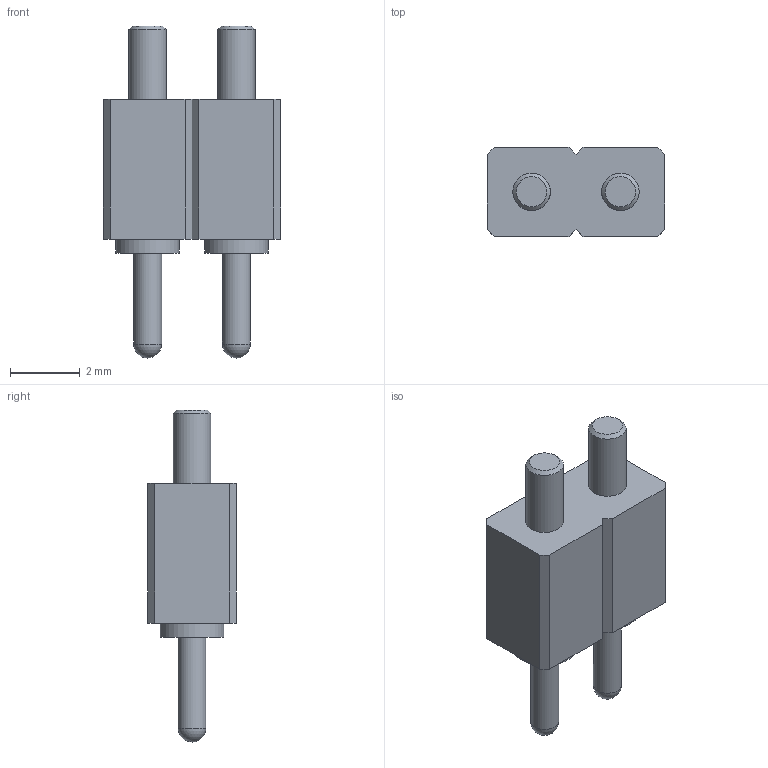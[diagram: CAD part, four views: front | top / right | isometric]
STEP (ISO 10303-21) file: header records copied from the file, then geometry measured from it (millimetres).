
FILE_DESCRIPTION(('STEP AP242'),'1');
FILE_NAME('5078_ACP-D-254-1-02-65.stp','2020-04-06T01:57:57',(' '),(' '),'Spatial InterOp 3D',' ',' ');
FILE_SCHEMA(('AP242_MANAGED_MODEL_BASED_3D_ENGINEERING_MIM_LF {1 0 10303 442 1 1 4}'));
Length unit declared in the file: millimetre
Products named in the file (4): ANTELEC-CAC-SI-PST-M-TR-D; Broche contact à piston; Isolant standard; Assemblage CAD Service ASMB-SLAVE-1 1
Assembly tree (4 placements, depth 3):
  Assemblage CAD Service ASMB-SLAVE-1 1
    ANTELEC-CAC-SI-PST-M-TR-D
      Broche contact à piston  x2
      Isolant standard
Bounding box: 5.08 x 2.54 x 9.5 mm (x, y, z)
Volume: 59.7 mm3; surface area: 179 mm2
Topology: 3 solids, 3 shells, 34 faces, 74 edges, 48 vertices
Faces by surface type: plane 22, cylinder 8, cone 2, sphere 2
Full cylindrical faces by diameter (mm): 0.8 x2, 1.07 x4, 1.83 x2
Entity records: 1125 total; most frequent: DIRECTION 128, CARTESIAN_POINT 124, ORIENTED_EDGE 106, EDGE_CURVE 53, AXIS2_PLACEMENT_3D 43, LINE 42, VECTOR 42, VERTEX_POINT 39
